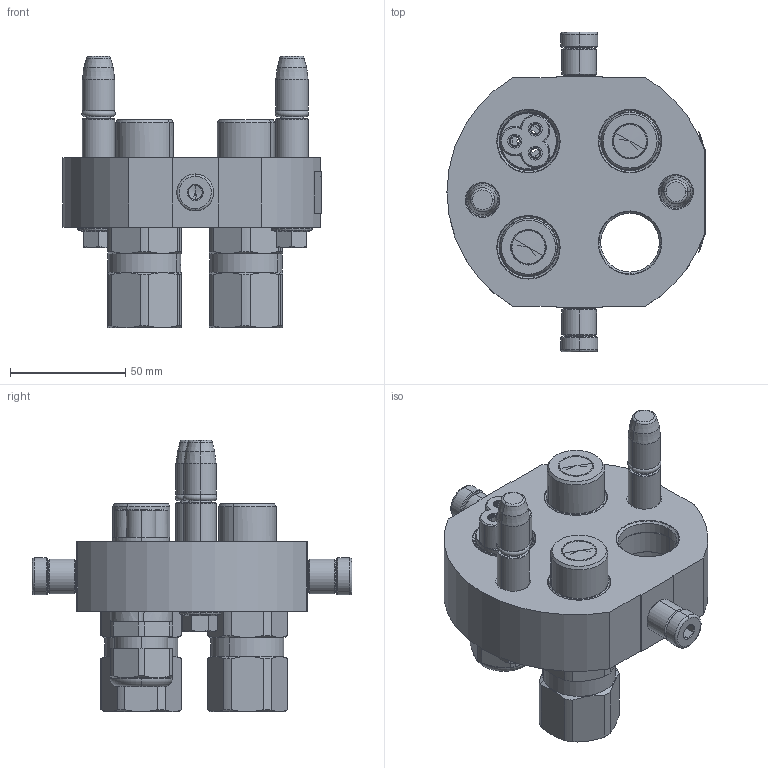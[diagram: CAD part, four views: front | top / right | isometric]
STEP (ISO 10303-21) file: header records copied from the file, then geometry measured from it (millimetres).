
FILE_DESCRIPTION (( 'STEP AP214' ), '1' );
FILE_NAME ('FASTER.step', '2025-02-05T14:18:24', ( '' ), ( '' ), 'SwSTEP 2.0', 'SolidWorks 2017', '' );
FILE_SCHEMA (( 'AUTOMOTIVE_DESIGN' ));
Length unit declared in the file: millimetre
Products named in the file (13): et002_piegata; conn_3p_m; 4830_013_3000_030; 4830_021_0000_000; P508_M_BASE; FASTER; 1540_080_0008_000; 2ffnp12gas_m2v; 4830_044_0000_000; or2_62x9_19_m; 4830_028_1000_011; corpospel08-3m; 4830_010_0000_022
Assembly tree (20 placements, depth 3):
  FASTER
    P508_M_BASE
      4830_010_0000_022
      4830_013_3000_030  x2
      4830_028_1000_011  x2
      4830_021_0000_000  x2
      1540_080_0008_000  x2
      or2_62x9_19_m  x2
    conn_3p_m
      4830_044_0000_000  x3
      corpospel08-3m
    2ffnp12gas_m2v  x2
    et002_piegata
Bounding box: 111.8 x 138.6 x 117.6 mm (x, y, z)
Volume: 70433 mm3; surface area: 116851.3 mm2
Topology: 7 solids, 37 shells, 1871 faces, 4792 edges, 3067 vertices
Faces by surface type: plane 870, cylinder 403, cone 352, bspline 151, torus 89, sphere 6
Entity records: 50087 total; most frequent: CARTESIAN_POINT 15543, ORIENTED_EDGE 6689, DIRECTION 6442, EDGE_CURVE 3400, VERTEX_POINT 2196, AXIS2_PLACEMENT_3D 2196, LINE 2050, VECTOR 2050
